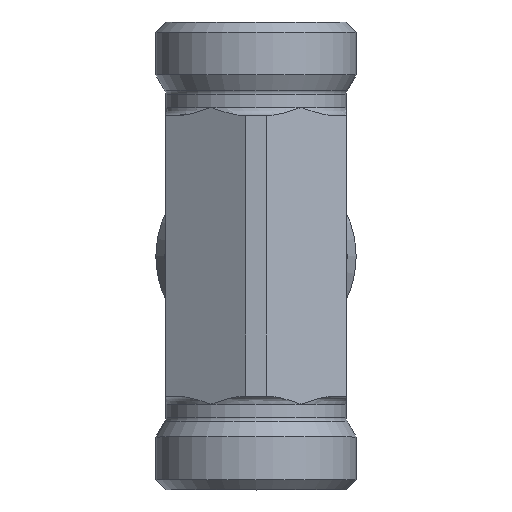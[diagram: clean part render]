
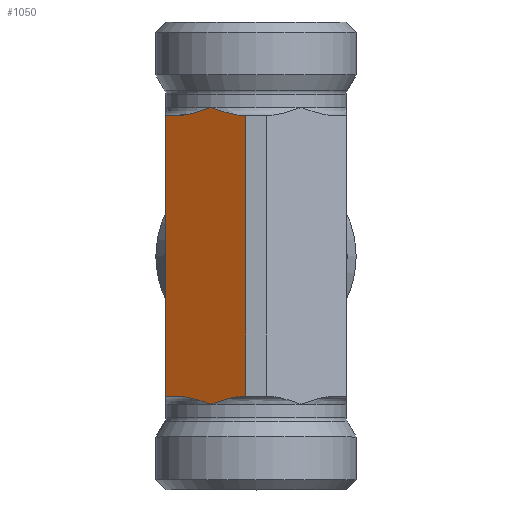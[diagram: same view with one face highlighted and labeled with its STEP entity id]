
A CAD part, top view. The second image highlights one B-rep face of the part: STEP entity #1050.
In plain terms, the highlighted planar face has unit normal (-0.5, 0, 0.866).
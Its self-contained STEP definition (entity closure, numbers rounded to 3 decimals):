
#408=CARTESIAN_POINT('',(-19.897,30.544,38.1));
#409=VERTEX_POINT('',#408);
#410=CARTESIAN_POINT('',(-24.935,31.744,35.191));
#411=VERTEX_POINT('',#410);
#412=CARTESIAN_POINT('',(-19.897,30.544,38.1));
#413=CARTESIAN_POINT('',(-21.519,30.544,37.163));
#414=CARTESIAN_POINT('',(-23.38,31.209,36.089));
#415=CARTESIAN_POINT('',(-24.935,31.744,35.191));
#416=B_SPLINE_CURVE_WITH_KNOTS('',3,(#412,#413,#414,#415),.UNSPECIFIED.,.F.,.U.,(4,4),(1.145,1.707),.UNSPECIFIED.);
#417=EDGE_CURVE('',#409,#411,#416,.T.);
#481=CARTESIAN_POINT('',(-19.685,30.544,38.222));
#482=VERTEX_POINT('',#481);
#483=CARTESIAN_POINT('',(-19.685,30.544,38.222));
#484=DIRECTION('',(-0.866,0.0,-0.5));
#485=VECTOR('',#484,0.245);
#486=LINE('',#483,#485);
#487=EDGE_CURVE('',#482,#409,#486,.T.);
#575=CARTESIAN_POINT('',(-29.973,30.544,32.283));
#576=VERTEX_POINT('',#575);
#577=CARTESIAN_POINT('',(-24.935,31.744,35.191));
#578=CARTESIAN_POINT('',(-26.49,31.209,34.294));
#579=CARTESIAN_POINT('',(-28.35,30.544,33.22));
#580=CARTESIAN_POINT('',(-29.973,30.544,32.283));
#581=B_SPLINE_CURVE_WITH_KNOTS('',3,(#577,#578,#579,#580),.UNSPECIFIED.,.F.,.U.,(4,4),(0.0,0.562),.UNSPECIFIED.);
#582=EDGE_CURVE('',#411,#576,#581,.T.);
#609=CARTESIAN_POINT('',(-31.685,30.544,31.294));
#610=VERTEX_POINT('',#609);
#617=CARTESIAN_POINT('',(-29.973,30.544,32.283));
#618=DIRECTION('',(-0.866,0.0,-0.5));
#619=VECTOR('',#618,1.977);
#620=LINE('',#617,#619);
#621=EDGE_CURVE('',#576,#610,#620,.T.);
#753=CARTESIAN_POINT('',(-31.685,-11.456,31.294));
#754=VERTEX_POINT('',#753);
#761=CARTESIAN_POINT('',(-31.685,30.544,31.294));
#762=DIRECTION('',(0.0,-1.0,0.0));
#763=VECTOR('',#762,42.);
#764=LINE('',#761,#763);
#765=EDGE_CURVE('',#610,#754,#764,.T.);
#998=CARTESIAN_POINT('',(-31.685,9.544,31.294));
#999=DIRECTION('',(-0.5,0.0,0.866));
#1000=DIRECTION('',(0.866,0.0,0.5));
#1001=AXIS2_PLACEMENT_3D('',#998,#999,#1000);
#1002=PLANE('',#1001);
#1003=ORIENTED_EDGE('',*,*,#621,.T.);
#1004=ORIENTED_EDGE('',*,*,#765,.T.);
#1005=CARTESIAN_POINT('',(-29.973,-11.456,32.283));
#1006=VERTEX_POINT('',#1005);
#1007=CARTESIAN_POINT('',(-31.685,-11.456,31.294));
#1008=DIRECTION('',(0.866,0.0,0.5));
#1009=VECTOR('',#1008,1.977);
#1010=LINE('',#1007,#1009);
#1011=EDGE_CURVE('',#754,#1006,#1010,.T.);
#1012=ORIENTED_EDGE('',*,*,#1011,.T.);
#1013=CARTESIAN_POINT('',(-24.935,-12.656,35.191));
#1014=VERTEX_POINT('',#1013);
#1015=CARTESIAN_POINT('',(-29.973,-11.456,32.283));
#1016=CARTESIAN_POINT('',(-28.35,-11.456,33.22));
#1017=CARTESIAN_POINT('',(-26.49,-12.121,34.294));
#1018=CARTESIAN_POINT('',(-24.935,-12.656,35.191));
#1019=B_SPLINE_CURVE_WITH_KNOTS('',3,(#1015,#1016,#1017,#1018),.UNSPECIFIED.,.F.,.U.,(4,4),(1.145,1.707),.UNSPECIFIED.);
#1020=EDGE_CURVE('',#1006,#1014,#1019,.T.);
#1021=ORIENTED_EDGE('',*,*,#1020,.T.);
#1022=CARTESIAN_POINT('',(-19.897,-11.456,38.1));
#1023=VERTEX_POINT('',#1022);
#1024=CARTESIAN_POINT('',(-24.935,-12.656,35.191));
#1025=CARTESIAN_POINT('',(-23.38,-12.121,36.089));
#1026=CARTESIAN_POINT('',(-21.519,-11.456,37.163));
#1027=CARTESIAN_POINT('',(-19.897,-11.456,38.1));
#1028=B_SPLINE_CURVE_WITH_KNOTS('',3,(#1024,#1025,#1026,#1027),.UNSPECIFIED.,.F.,.U.,(4,4),(0.0,0.562),.UNSPECIFIED.);
#1029=EDGE_CURVE('',#1014,#1023,#1028,.T.);
#1030=ORIENTED_EDGE('',*,*,#1029,.T.);
#1031=CARTESIAN_POINT('',(-19.685,-11.456,38.222));
#1032=VERTEX_POINT('',#1031);
#1033=CARTESIAN_POINT('',(-19.897,-11.456,38.1));
#1034=DIRECTION('',(0.866,0.0,0.5));
#1035=VECTOR('',#1034,0.245);
#1036=LINE('',#1033,#1035);
#1037=EDGE_CURVE('',#1023,#1032,#1036,.T.);
#1038=ORIENTED_EDGE('',*,*,#1037,.T.);
#1039=CARTESIAN_POINT('',(-19.685,30.544,38.222));
#1040=DIRECTION('',(0.0,-1.0,0.0));
#1041=VECTOR('',#1040,42.0);
#1042=LINE('',#1039,#1041);
#1043=EDGE_CURVE('',#482,#1032,#1042,.T.);
#1044=ORIENTED_EDGE('',*,*,#1043,.F.);
#1045=ORIENTED_EDGE('',*,*,#487,.T.);
#1046=ORIENTED_EDGE('',*,*,#417,.T.);
#1047=ORIENTED_EDGE('',*,*,#582,.T.);
#1048=EDGE_LOOP('',(#1003,#1004,#1012,#1021,#1030,#1038,#1044,#1045,#1046,#1047));
#1049=FACE_OUTER_BOUND('',#1048,.T.);
#1050=ADVANCED_FACE('',(#1049),#1002,.T.);
